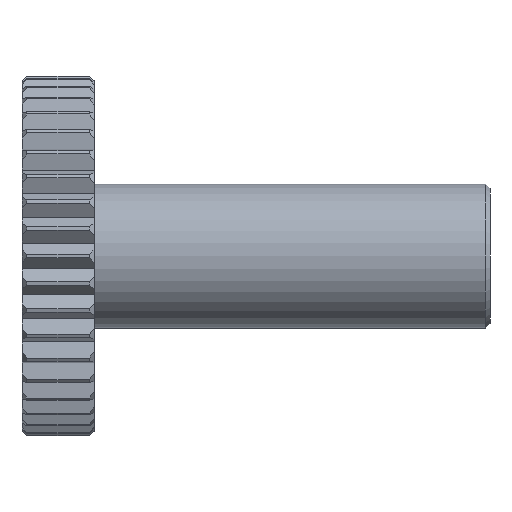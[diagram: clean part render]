
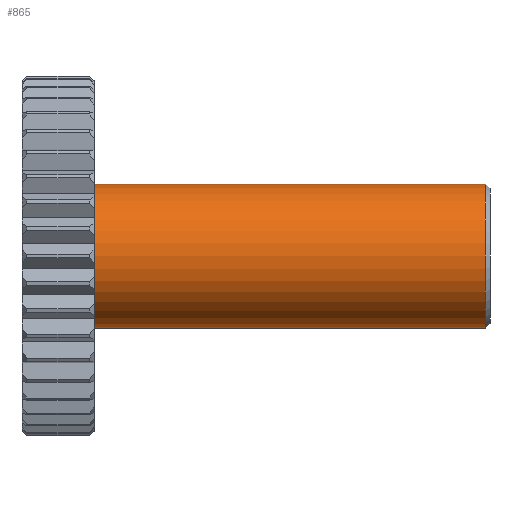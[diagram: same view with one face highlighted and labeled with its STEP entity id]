
A CAD part, front view. The second image highlights one B-rep face of the part: STEP entity #865.
In plain terms, the highlighted cylindrical face has radius 3 mm (diameter 6 mm), a partial arc.
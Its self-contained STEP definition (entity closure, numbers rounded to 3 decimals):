
#401 = AXIS2_PLACEMENT_3D ( 'NONE', #6480, #1780, #5892 ) ;
#640 = CYLINDRICAL_SURFACE ( 'NONE', #401, 3. ) ;
#706 = CARTESIAN_POINT ( 'NONE',  ( 0., 0., 3. ) ) ;
#763 = VERTEX_POINT ( 'NONE', #3213 ) ;
#811 = AXIS2_PLACEMENT_3D ( 'NONE', #6270, #2778, #6837 ) ;
#865 = ADVANCED_FACE ( 'NONE', ( #4099 ), #640, .T. ) ;
#1300 = DIRECTION ( 'NONE',  ( -1., 0., 0. ) ) ;
#1462 = ORIENTED_EDGE ( 'NONE', *, *, #3531, .T. ) ;
#1780 = DIRECTION ( 'NONE',  ( -1., 0., 0. ) ) ;
#1881 = EDGE_CURVE ( 'NONE', #3686, #3799, #4003, .T. ) ;
#1889 = CARTESIAN_POINT ( 'NONE',  ( 0., 0., -3. ) ) ;
#1977 = EDGE_CURVE ( 'NONE', #763, #6807, #3266, .T. ) ;
#2131 = CARTESIAN_POINT ( 'NONE',  ( 19.3, 0., 0. ) ) ;
#2563 = EDGE_CURVE ( 'NONE', #3686, #763, #7530, .T. ) ;
#2614 = CARTESIAN_POINT ( 'NONE',  ( 19.3, 0., -3. ) ) ;
#2691 = DIRECTION ( 'NONE',  ( 0., 0., 1. ) ) ;
#2778 = DIRECTION ( 'NONE',  ( -1., 0., 0. ) ) ;
#3213 = CARTESIAN_POINT ( 'NONE',  ( 3., 0., -3. ) ) ;
#3266 = CIRCLE ( 'NONE', #811, 3. ) ;
#3483 = VECTOR ( 'NONE', #1300, 1000. ) ;
#3531 = EDGE_CURVE ( 'NONE', #3799, #6807, #6593, .T. ) ;
#3686 = VERTEX_POINT ( 'NONE', #2614 ) ;
#3799 = VERTEX_POINT ( 'NONE', #7389 ) ;
#4003 = CIRCLE ( 'NONE', #5649, 3. ) ;
#4099 = FACE_OUTER_BOUND ( 'NONE', #5655, .T. ) ;
#4566 = ORIENTED_EDGE ( 'NONE', *, *, #1881, .T. ) ;
#4861 = ORIENTED_EDGE ( 'NONE', *, *, #2563, .F. ) ;
#5361 = DIRECTION ( 'NONE',  ( -1., 0., 0. ) ) ;
#5567 = CARTESIAN_POINT ( 'NONE',  ( 3., 0., 3. ) ) ;
#5649 = AXIS2_PLACEMENT_3D ( 'NONE', #2131, #6198, #2691 ) ;
#5655 = EDGE_LOOP ( 'NONE', ( #4861, #4566, #1462, #7437 ) ) ;
#5892 = DIRECTION ( 'NONE',  ( 0., 0., 1. ) ) ;
#6000 = VECTOR ( 'NONE', #5361, 1000. ) ;
#6198 = DIRECTION ( 'NONE',  ( -1., 0., 0. ) ) ;
#6270 = CARTESIAN_POINT ( 'NONE',  ( 3., 0., 0. ) ) ;
#6480 = CARTESIAN_POINT ( 'NONE',  ( 0., 0., 0. ) ) ;
#6593 = LINE ( 'NONE', #706, #3483 ) ;
#6807 = VERTEX_POINT ( 'NONE', #5567 ) ;
#6837 = DIRECTION ( 'NONE',  ( 0., 0., 1. ) ) ;
#7389 = CARTESIAN_POINT ( 'NONE',  ( 19.3, 0., 3. ) ) ;
#7437 = ORIENTED_EDGE ( 'NONE', *, *, #1977, .F. ) ;
#7530 = LINE ( 'NONE', #1889, #6000 ) ;
